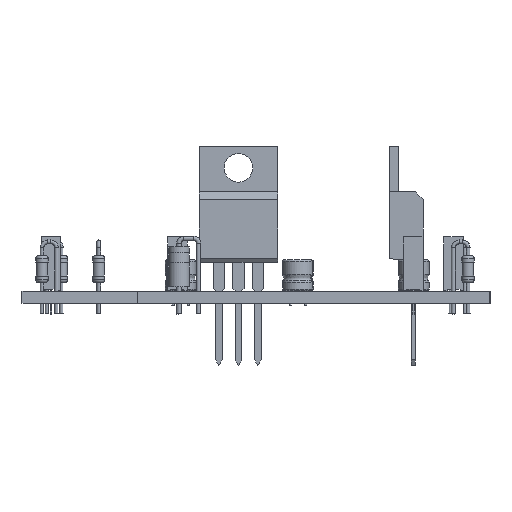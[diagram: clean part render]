
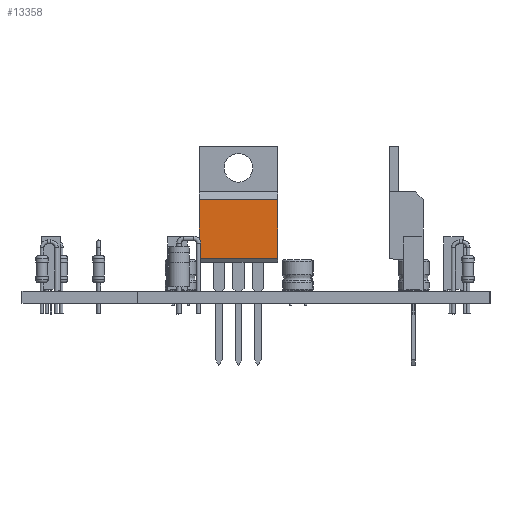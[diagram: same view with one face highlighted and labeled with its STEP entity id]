
A CAD part, left-side view. The second image highlights one B-rep face of the part: STEP entity #13358.
In plain terms, the highlighted face is planar.
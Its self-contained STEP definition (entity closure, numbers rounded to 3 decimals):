
#12800 = PLANE('',#12801);
#12801 = AXIS2_PLACEMENT_3D('',#12802,#12803,#12804);
#12802 = CARTESIAN_POINT('',(-2.585,0.,3.685));
#12803 = DIRECTION('',(1.,0.,0.));
#12804 = DIRECTION('',(0.,0.,1.));
#12881 = VERTEX_POINT('',#12882);
#12882 = CARTESIAN_POINT('',(-2.585,-1.295,11.875));
#12896 = PLANE('',#12897);
#12897 = AXIS2_PLACEMENT_3D('',#12898,#12899,#12900);
#12898 = CARTESIAN_POINT('',(-2.585,-1.295,11.875));
#12899 = DIRECTION('',(0.,-0.707,
    0.707));
#12900 = DIRECTION('',(0.,0.707,0.707)
  );
#12908 = EDGE_CURVE('',#12909,#12881,#12911,.T.);
#12909 = VERTEX_POINT('',#12910);
#12910 = CARTESIAN_POINT('',(-2.585,-1.295,4.185));
#12911 = SURFACE_CURVE('',#12912,(#12916,#12923),.PCURVE_S1.);
#12912 = LINE('',#12913,#12914);
#12913 = CARTESIAN_POINT('',(-2.585,-1.295,4.185));
#12914 = VECTOR('',#12915,1.);
#12915 = DIRECTION('',(0.,0.,1.));
#12916 = PCURVE('',#12800,#12917);
#12917 = DEFINITIONAL_REPRESENTATION('',(#12918),#12922);
#12918 = LINE('',#12919,#12920);
#12919 = CARTESIAN_POINT('',(0.5,1.295));
#12920 = VECTOR('',#12921,1.);
#12921 = DIRECTION('',(1.,0.));
#12922 = ( GEOMETRIC_REPRESENTATION_CONTEXT(2) 
PARAMETRIC_REPRESENTATION_CONTEXT() REPRESENTATION_CONTEXT('2D SPACE',''
  ) );
#12923 = PCURVE('',#12924,#12929);
#12924 = PLANE('',#12925);
#12925 = AXIS2_PLACEMENT_3D('',#12926,#12927,#12928);
#12926 = CARTESIAN_POINT('',(-2.585,-1.295,4.185));
#12927 = DIRECTION('',(0.,-1.,0.));
#12928 = DIRECTION('',(0.,0.,1.));
#12929 = DEFINITIONAL_REPRESENTATION('',(#12930),#12934);
#12930 = LINE('',#12931,#12932);
#12931 = CARTESIAN_POINT('',(0.,0.));
#12932 = VECTOR('',#12933,1.);
#12933 = DIRECTION('',(1.,0.));
#12934 = ( GEOMETRIC_REPRESENTATION_CONTEXT(2) 
PARAMETRIC_REPRESENTATION_CONTEXT() REPRESENTATION_CONTEXT('2D SPACE',''
  ) );
#12950 = PLANE('',#12951);
#12951 = AXIS2_PLACEMENT_3D('',#12952,#12953,#12954);
#12952 = CARTESIAN_POINT('',(-2.585,0.,3.685));
#12953 = DIRECTION('',(0.,-0.36,
    -0.933));
#12954 = DIRECTION('',(0.,-0.933,
    0.36));
#13311 = VERTEX_POINT('',#13312);
#13312 = CARTESIAN_POINT('',(7.665,-1.295,4.185));
#13326 = PLANE('',#13327);
#13327 = AXIS2_PLACEMENT_3D('',#13328,#13329,#13330);
#13328 = CARTESIAN_POINT('',(7.665,0.,3.685));
#13329 = DIRECTION('',(1.,0.,0.));
#13330 = DIRECTION('',(0.,0.,1.));
#13338 = EDGE_CURVE('',#12909,#13311,#13339,.T.);
#13339 = SURFACE_CURVE('',#13340,(#13344,#13351),.PCURVE_S1.);
#13340 = LINE('',#13341,#13342);
#13341 = CARTESIAN_POINT('',(-2.585,-1.295,4.185));
#13342 = VECTOR('',#13343,1.);
#13343 = DIRECTION('',(1.,0.,0.));
#13344 = PCURVE('',#12950,#13345);
#13345 = DEFINITIONAL_REPRESENTATION('',(#13346),#13350);
#13346 = LINE('',#13347,#13348);
#13347 = CARTESIAN_POINT('',(1.388,0.));
#13348 = VECTOR('',#13349,1.);
#13349 = DIRECTION('',(0.,-1.));
#13350 = ( GEOMETRIC_REPRESENTATION_CONTEXT(2) 
PARAMETRIC_REPRESENTATION_CONTEXT() REPRESENTATION_CONTEXT('2D SPACE',''
  ) );
#13351 = PCURVE('',#12924,#13352);
#13352 = DEFINITIONAL_REPRESENTATION('',(#13353),#13357);
#13353 = LINE('',#13354,#13355);
#13354 = CARTESIAN_POINT('',(0.,0.));
#13355 = VECTOR('',#13356,1.);
#13356 = DIRECTION('',(0.,-1.));
#13357 = ( GEOMETRIC_REPRESENTATION_CONTEXT(2) 
PARAMETRIC_REPRESENTATION_CONTEXT() REPRESENTATION_CONTEXT('2D SPACE',''
  ) );
#13358 = ADVANCED_FACE('',(#13359),#12924,.T.);
#13359 = FACE_BOUND('',#13360,.T.);
#13360 = EDGE_LOOP('',(#13361,#13362,#13385,#13406));
#13361 = ORIENTED_EDGE('',*,*,#13338,.T.);
#13362 = ORIENTED_EDGE('',*,*,#13363,.T.);
#13363 = EDGE_CURVE('',#13311,#13364,#13366,.T.);
#13364 = VERTEX_POINT('',#13365);
#13365 = CARTESIAN_POINT('',(7.665,-1.295,11.875));
#13366 = SURFACE_CURVE('',#13367,(#13371,#13378),.PCURVE_S1.);
#13367 = LINE('',#13368,#13369);
#13368 = CARTESIAN_POINT('',(7.665,-1.295,4.185));
#13369 = VECTOR('',#13370,1.);
#13370 = DIRECTION('',(0.,0.,1.));
#13371 = PCURVE('',#12924,#13372);
#13372 = DEFINITIONAL_REPRESENTATION('',(#13373),#13377);
#13373 = LINE('',#13374,#13375);
#13374 = CARTESIAN_POINT('',(0.,-10.25));
#13375 = VECTOR('',#13376,1.);
#13376 = DIRECTION('',(1.,0.));
#13377 = ( GEOMETRIC_REPRESENTATION_CONTEXT(2) 
PARAMETRIC_REPRESENTATION_CONTEXT() REPRESENTATION_CONTEXT('2D SPACE',''
  ) );
#13378 = PCURVE('',#13326,#13379);
#13379 = DEFINITIONAL_REPRESENTATION('',(#13380),#13384);
#13380 = LINE('',#13381,#13382);
#13381 = CARTESIAN_POINT('',(0.5,1.295));
#13382 = VECTOR('',#13383,1.);
#13383 = DIRECTION('',(1.,0.));
#13384 = ( GEOMETRIC_REPRESENTATION_CONTEXT(2) 
PARAMETRIC_REPRESENTATION_CONTEXT() REPRESENTATION_CONTEXT('2D SPACE',''
  ) );
#13385 = ORIENTED_EDGE('',*,*,#13386,.F.);
#13386 = EDGE_CURVE('',#12881,#13364,#13387,.T.);
#13387 = SURFACE_CURVE('',#13388,(#13392,#13399),.PCURVE_S1.);
#13388 = LINE('',#13389,#13390);
#13389 = CARTESIAN_POINT('',(-2.585,-1.295,11.875));
#13390 = VECTOR('',#13391,1.);
#13391 = DIRECTION('',(1.,0.,0.));
#13392 = PCURVE('',#12924,#13393);
#13393 = DEFINITIONAL_REPRESENTATION('',(#13394),#13398);
#13394 = LINE('',#13395,#13396);
#13395 = CARTESIAN_POINT('',(7.69,0.));
#13396 = VECTOR('',#13397,1.);
#13397 = DIRECTION('',(0.,-1.));
#13398 = ( GEOMETRIC_REPRESENTATION_CONTEXT(2) 
PARAMETRIC_REPRESENTATION_CONTEXT() REPRESENTATION_CONTEXT('2D SPACE',''
  ) );
#13399 = PCURVE('',#12896,#13400);
#13400 = DEFINITIONAL_REPRESENTATION('',(#13401),#13405);
#13401 = LINE('',#13402,#13403);
#13402 = CARTESIAN_POINT('',(0.,0.));
#13403 = VECTOR('',#13404,1.);
#13404 = DIRECTION('',(0.,-1.));
#13405 = ( GEOMETRIC_REPRESENTATION_CONTEXT(2) 
PARAMETRIC_REPRESENTATION_CONTEXT() REPRESENTATION_CONTEXT('2D SPACE',''
  ) );
#13406 = ORIENTED_EDGE('',*,*,#12908,.F.);
